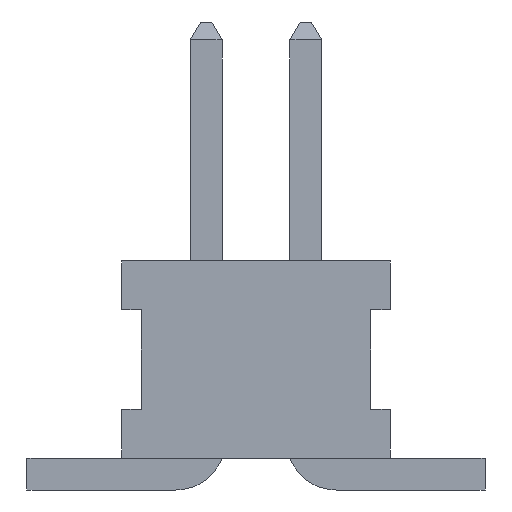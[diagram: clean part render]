
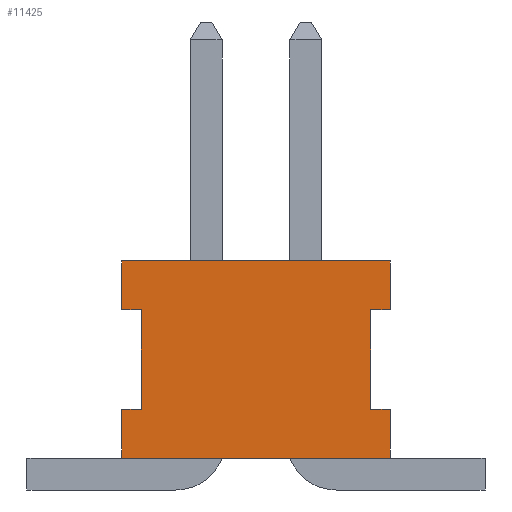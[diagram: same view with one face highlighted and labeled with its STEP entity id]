
A CAD part, left-side view. The second image highlights one B-rep face of the part: STEP entity #11425.
In plain terms, the highlighted face is a extrusion surface.
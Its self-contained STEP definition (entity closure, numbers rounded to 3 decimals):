
#11425 = ADVANCED_FACE('',(#11426),#11440,.T.);
#11426 = FACE_BOUND('',#11427,.T.);
#11427 = EDGE_LOOP('',(#11428,#11452,#11467,#11482,#11497,#11512,#11527,
    #11542,#11557,#11572,#11587,#11602));
#11428 = ORIENTED_EDGE('',*,*,#11429,.T.);
#11429 = EDGE_CURVE('',#11430,#11432,#11434,.T.);
#11430 = VERTEX_POINT('',#11431);
#11431 = CARTESIAN_POINT('',(-6.35,1.539,2.299));
#11432 = VERTEX_POINT('',#11433);
#11433 = CARTESIAN_POINT('',(-6.35,1.539,1.029));
#11434 = SURFACE_CURVE('',#11435,(#11439),.PCURVE_S1.);
#11435 = LINE('',#11436,#11437);
#11436 = CARTESIAN_POINT('',(-6.35,1.539,2.299));
#11437 = VECTOR('',#11438,1.);
#11438 = DIRECTION('',(0.,0.,-1.));
#11439 = PCURVE('',#11440,#11447);
#11440 = SURFACE_OF_LINEAR_EXTRUSION('',#11441,#11445);
#11441 = LINE('',#11442,#11443);
#11442 = CARTESIAN_POINT('',(-6.35,1.793,0.406));
#11443 = VECTOR('',#11444,1.);
#11444 = DIRECTION('',(0.,-1.,0.));
#11445 = VECTOR('',#11446,1.);
#11446 = DIRECTION('',(0.,0.,1.));
#11447 = DEFINITIONAL_REPRESENTATION('',(#11448),#11451);
#11448 = B_SPLINE_CURVE_WITH_KNOTS('',1,(#11449,#11450),.UNSPECIFIED.,
  .F.,.F.,(2,2),(0.,1.27),.PIECEWISE_BEZIER_KNOTS.);
#11449 = CARTESIAN_POINT('',(0.254,1.892));
#11450 = CARTESIAN_POINT('',(0.254,0.622));
#11451 = ( GEOMETRIC_REPRESENTATION_CONTEXT(2) 
PARAMETRIC_REPRESENTATION_CONTEXT() REPRESENTATION_CONTEXT('2D SPACE',''
  ) );
#11452 = ORIENTED_EDGE('',*,*,#11453,.T.);
#11453 = EDGE_CURVE('',#11432,#11454,#11456,.T.);
#11454 = VERTEX_POINT('',#11455);
#11455 = CARTESIAN_POINT('',(-6.35,1.793,1.029));
#11456 = SURFACE_CURVE('',#11457,(#11461),.PCURVE_S1.);
#11457 = LINE('',#11458,#11459);
#11458 = CARTESIAN_POINT('',(-6.35,1.539,1.029));
#11459 = VECTOR('',#11460,1.);
#11460 = DIRECTION('',(0.,1.,0.));
#11461 = PCURVE('',#11440,#11462);
#11462 = DEFINITIONAL_REPRESENTATION('',(#11463),#11466);
#11463 = B_SPLINE_CURVE_WITH_KNOTS('',1,(#11464,#11465),.UNSPECIFIED.,
  .F.,.F.,(2,2),(0.,0.254),.PIECEWISE_BEZIER_KNOTS.);
#11464 = CARTESIAN_POINT('',(0.254,0.622));
#11465 = CARTESIAN_POINT('',(0.,0.622));
#11466 = ( GEOMETRIC_REPRESENTATION_CONTEXT(2) 
PARAMETRIC_REPRESENTATION_CONTEXT() REPRESENTATION_CONTEXT('2D SPACE',''
  ) );
#11467 = ORIENTED_EDGE('',*,*,#11468,.T.);
#11468 = EDGE_CURVE('',#11454,#11469,#11471,.T.);
#11469 = VERTEX_POINT('',#11470);
#11470 = CARTESIAN_POINT('',(-6.35,1.793,0.406));
#11471 = SURFACE_CURVE('',#11472,(#11476),.PCURVE_S1.);
#11472 = LINE('',#11473,#11474);
#11473 = CARTESIAN_POINT('',(-6.35,1.793,1.029));
#11474 = VECTOR('',#11475,1.);
#11475 = DIRECTION('',(0.,0.,-1.));
#11476 = PCURVE('',#11440,#11477);
#11477 = DEFINITIONAL_REPRESENTATION('',(#11478),#11481);
#11478 = B_SPLINE_CURVE_WITH_KNOTS('',1,(#11479,#11480),.UNSPECIFIED.,
  .F.,.F.,(2,2),(0.,0.622),.PIECEWISE_BEZIER_KNOTS.);
#11479 = CARTESIAN_POINT('',(0.,0.622));
#11480 = CARTESIAN_POINT('',(0.,0.));
#11481 = ( GEOMETRIC_REPRESENTATION_CONTEXT(2) 
PARAMETRIC_REPRESENTATION_CONTEXT() REPRESENTATION_CONTEXT('2D SPACE',''
  ) );
#11482 = ORIENTED_EDGE('',*,*,#11483,.T.);
#11483 = EDGE_CURVE('',#11469,#11484,#11486,.T.);
#11484 = VERTEX_POINT('',#11485);
#11485 = CARTESIAN_POINT('',(-6.35,-1.636,0.406));
#11486 = SURFACE_CURVE('',#11487,(#11491),.PCURVE_S1.);
#11487 = LINE('',#11488,#11489);
#11488 = CARTESIAN_POINT('',(-6.35,1.793,0.406));
#11489 = VECTOR('',#11490,1.);
#11490 = DIRECTION('',(0.,-1.,0.));
#11491 = PCURVE('',#11440,#11492);
#11492 = DEFINITIONAL_REPRESENTATION('',(#11493),#11496);
#11493 = B_SPLINE_CURVE_WITH_KNOTS('',1,(#11494,#11495),.UNSPECIFIED.,
  .F.,.F.,(2,2),(0.,3.429),.PIECEWISE_BEZIER_KNOTS.);
#11494 = CARTESIAN_POINT('',(0.,0.));
#11495 = CARTESIAN_POINT('',(3.429,0.));
#11496 = ( GEOMETRIC_REPRESENTATION_CONTEXT(2) 
PARAMETRIC_REPRESENTATION_CONTEXT() REPRESENTATION_CONTEXT('2D SPACE',''
  ) );
#11497 = ORIENTED_EDGE('',*,*,#11498,.T.);
#11498 = EDGE_CURVE('',#11484,#11499,#11501,.T.);
#11499 = VERTEX_POINT('',#11500);
#11500 = CARTESIAN_POINT('',(-6.35,-1.636,1.029));
#11501 = SURFACE_CURVE('',#11502,(#11506),.PCURVE_S1.);
#11502 = LINE('',#11503,#11504);
#11503 = CARTESIAN_POINT('',(-6.35,-1.636,0.406));
#11504 = VECTOR('',#11505,1.);
#11505 = DIRECTION('',(0.,0.,1.));
#11506 = PCURVE('',#11440,#11507);
#11507 = DEFINITIONAL_REPRESENTATION('',(#11508),#11511);
#11508 = B_SPLINE_CURVE_WITH_KNOTS('',1,(#11509,#11510),.UNSPECIFIED.,
  .F.,.F.,(2,2),(0.,0.622),.PIECEWISE_BEZIER_KNOTS.);
#11509 = CARTESIAN_POINT('',(3.429,0.));
#11510 = CARTESIAN_POINT('',(3.429,0.622));
#11511 = ( GEOMETRIC_REPRESENTATION_CONTEXT(2) 
PARAMETRIC_REPRESENTATION_CONTEXT() REPRESENTATION_CONTEXT('2D SPACE',''
  ) );
#11512 = ORIENTED_EDGE('',*,*,#11513,.T.);
#11513 = EDGE_CURVE('',#11499,#11514,#11516,.T.);
#11514 = VERTEX_POINT('',#11515);
#11515 = CARTESIAN_POINT('',(-6.35,-1.382,1.029));
#11516 = SURFACE_CURVE('',#11517,(#11521),.PCURVE_S1.);
#11517 = LINE('',#11518,#11519);
#11518 = CARTESIAN_POINT('',(-6.35,-1.636,1.029));
#11519 = VECTOR('',#11520,1.);
#11520 = DIRECTION('',(0.,1.,0.));
#11521 = PCURVE('',#11440,#11522);
#11522 = DEFINITIONAL_REPRESENTATION('',(#11523),#11526);
#11523 = B_SPLINE_CURVE_WITH_KNOTS('',1,(#11524,#11525),.UNSPECIFIED.,
  .F.,.F.,(2,2),(0.,0.254),.PIECEWISE_BEZIER_KNOTS.);
#11524 = CARTESIAN_POINT('',(3.429,0.622));
#11525 = CARTESIAN_POINT('',(3.175,0.622));
#11526 = ( GEOMETRIC_REPRESENTATION_CONTEXT(2) 
PARAMETRIC_REPRESENTATION_CONTEXT() REPRESENTATION_CONTEXT('2D SPACE',''
  ) );
#11527 = ORIENTED_EDGE('',*,*,#11528,.T.);
#11528 = EDGE_CURVE('',#11514,#11529,#11531,.T.);
#11529 = VERTEX_POINT('',#11530);
#11530 = CARTESIAN_POINT('',(-6.35,-1.382,2.299));
#11531 = SURFACE_CURVE('',#11532,(#11536),.PCURVE_S1.);
#11532 = LINE('',#11533,#11534);
#11533 = CARTESIAN_POINT('',(-6.35,-1.382,1.029));
#11534 = VECTOR('',#11535,1.);
#11535 = DIRECTION('',(0.,0.,1.));
#11536 = PCURVE('',#11440,#11537);
#11537 = DEFINITIONAL_REPRESENTATION('',(#11538),#11541);
#11538 = B_SPLINE_CURVE_WITH_KNOTS('',1,(#11539,#11540),.UNSPECIFIED.,
  .F.,.F.,(2,2),(0.,1.27),.PIECEWISE_BEZIER_KNOTS.);
#11539 = CARTESIAN_POINT('',(3.175,0.622));
#11540 = CARTESIAN_POINT('',(3.175,1.892));
#11541 = ( GEOMETRIC_REPRESENTATION_CONTEXT(2) 
PARAMETRIC_REPRESENTATION_CONTEXT() REPRESENTATION_CONTEXT('2D SPACE',''
  ) );
#11542 = ORIENTED_EDGE('',*,*,#11543,.T.);
#11543 = EDGE_CURVE('',#11529,#11544,#11546,.T.);
#11544 = VERTEX_POINT('',#11545);
#11545 = CARTESIAN_POINT('',(-6.35,-1.636,2.299));
#11546 = SURFACE_CURVE('',#11547,(#11551),.PCURVE_S1.);
#11547 = LINE('',#11548,#11549);
#11548 = CARTESIAN_POINT('',(-6.35,-1.382,2.299));
#11549 = VECTOR('',#11550,1.);
#11550 = DIRECTION('',(0.,-1.,0.));
#11551 = PCURVE('',#11440,#11552);
#11552 = DEFINITIONAL_REPRESENTATION('',(#11553),#11556);
#11553 = B_SPLINE_CURVE_WITH_KNOTS('',1,(#11554,#11555),.UNSPECIFIED.,
  .F.,.F.,(2,2),(0.,0.254),.PIECEWISE_BEZIER_KNOTS.);
#11554 = CARTESIAN_POINT('',(3.175,1.892));
#11555 = CARTESIAN_POINT('',(3.429,1.892));
#11556 = ( GEOMETRIC_REPRESENTATION_CONTEXT(2) 
PARAMETRIC_REPRESENTATION_CONTEXT() REPRESENTATION_CONTEXT('2D SPACE',''
  ) );
#11557 = ORIENTED_EDGE('',*,*,#11558,.T.);
#11558 = EDGE_CURVE('',#11544,#11559,#11561,.T.);
#11559 = VERTEX_POINT('',#11560);
#11560 = CARTESIAN_POINT('',(-6.35,-1.636,2.921));
#11561 = SURFACE_CURVE('',#11562,(#11566),.PCURVE_S1.);
#11562 = LINE('',#11563,#11564);
#11563 = CARTESIAN_POINT('',(-6.35,-1.636,2.299));
#11564 = VECTOR('',#11565,1.);
#11565 = DIRECTION('',(0.,0.,1.));
#11566 = PCURVE('',#11440,#11567);
#11567 = DEFINITIONAL_REPRESENTATION('',(#11568),#11571);
#11568 = B_SPLINE_CURVE_WITH_KNOTS('',1,(#11569,#11570),.UNSPECIFIED.,
  .F.,.F.,(2,2),(0.,0.622),.PIECEWISE_BEZIER_KNOTS.);
#11569 = CARTESIAN_POINT('',(3.429,1.892));
#11570 = CARTESIAN_POINT('',(3.429,2.515));
#11571 = ( GEOMETRIC_REPRESENTATION_CONTEXT(2) 
PARAMETRIC_REPRESENTATION_CONTEXT() REPRESENTATION_CONTEXT('2D SPACE',''
  ) );
#11572 = ORIENTED_EDGE('',*,*,#11573,.T.);
#11573 = EDGE_CURVE('',#11559,#11574,#11576,.T.);
#11574 = VERTEX_POINT('',#11575);
#11575 = CARTESIAN_POINT('',(-6.35,1.793,2.921));
#11576 = SURFACE_CURVE('',#11577,(#11581),.PCURVE_S1.);
#11577 = LINE('',#11578,#11579);
#11578 = CARTESIAN_POINT('',(-6.35,-1.636,2.921));
#11579 = VECTOR('',#11580,1.);
#11580 = DIRECTION('',(0.,1.,0.));
#11581 = PCURVE('',#11440,#11582);
#11582 = DEFINITIONAL_REPRESENTATION('',(#11583),#11586);
#11583 = B_SPLINE_CURVE_WITH_KNOTS('',1,(#11584,#11585),.UNSPECIFIED.,
  .F.,.F.,(2,2),(0.,3.429),.PIECEWISE_BEZIER_KNOTS.);
#11584 = CARTESIAN_POINT('',(3.429,2.515));
#11585 = CARTESIAN_POINT('',(0.,2.515));
#11586 = ( GEOMETRIC_REPRESENTATION_CONTEXT(2) 
PARAMETRIC_REPRESENTATION_CONTEXT() REPRESENTATION_CONTEXT('2D SPACE',''
  ) );
#11587 = ORIENTED_EDGE('',*,*,#11588,.T.);
#11588 = EDGE_CURVE('',#11574,#11589,#11591,.T.);
#11589 = VERTEX_POINT('',#11590);
#11590 = CARTESIAN_POINT('',(-6.35,1.793,2.299));
#11591 = SURFACE_CURVE('',#11592,(#11596),.PCURVE_S1.);
#11592 = LINE('',#11593,#11594);
#11593 = CARTESIAN_POINT('',(-6.35,1.793,2.921));
#11594 = VECTOR('',#11595,1.);
#11595 = DIRECTION('',(0.,0.,-1.));
#11596 = PCURVE('',#11440,#11597);
#11597 = DEFINITIONAL_REPRESENTATION('',(#11598),#11601);
#11598 = B_SPLINE_CURVE_WITH_KNOTS('',1,(#11599,#11600),.UNSPECIFIED.,
  .F.,.F.,(2,2),(0.,0.622),.PIECEWISE_BEZIER_KNOTS.);
#11599 = CARTESIAN_POINT('',(0.,2.515));
#11600 = CARTESIAN_POINT('',(0.,1.892));
#11601 = ( GEOMETRIC_REPRESENTATION_CONTEXT(2) 
PARAMETRIC_REPRESENTATION_CONTEXT() REPRESENTATION_CONTEXT('2D SPACE',''
  ) );
#11602 = ORIENTED_EDGE('',*,*,#11603,.T.);
#11603 = EDGE_CURVE('',#11589,#11430,#11604,.T.);
#11604 = SURFACE_CURVE('',#11605,(#11609),.PCURVE_S1.);
#11605 = LINE('',#11606,#11607);
#11606 = CARTESIAN_POINT('',(-6.35,1.793,2.299));
#11607 = VECTOR('',#11608,1.);
#11608 = DIRECTION('',(0.,-1.,0.));
#11609 = PCURVE('',#11440,#11610);
#11610 = DEFINITIONAL_REPRESENTATION('',(#11611),#11614);
#11611 = B_SPLINE_CURVE_WITH_KNOTS('',1,(#11612,#11613),.UNSPECIFIED.,
  .F.,.F.,(2,2),(0.,0.254),.PIECEWISE_BEZIER_KNOTS.);
#11612 = CARTESIAN_POINT('',(0.,1.892));
#11613 = CARTESIAN_POINT('',(0.254,1.892));
#11614 = ( GEOMETRIC_REPRESENTATION_CONTEXT(2) 
PARAMETRIC_REPRESENTATION_CONTEXT() REPRESENTATION_CONTEXT('2D SPACE',''
  ) );
